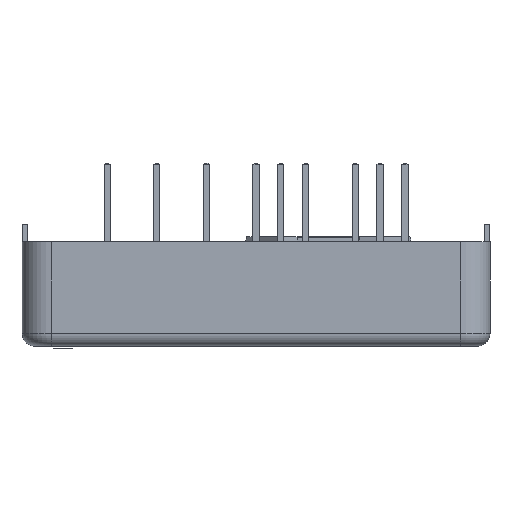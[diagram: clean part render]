
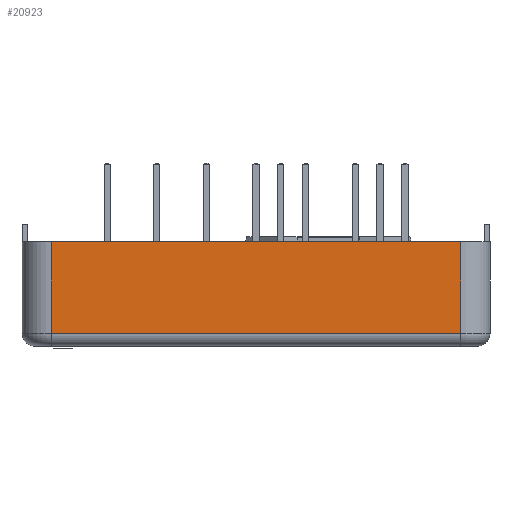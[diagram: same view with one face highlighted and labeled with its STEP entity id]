
A CAD part, left-side view. The second image highlights one B-rep face of the part: STEP entity #20923.
In plain terms, the highlighted face is planar.
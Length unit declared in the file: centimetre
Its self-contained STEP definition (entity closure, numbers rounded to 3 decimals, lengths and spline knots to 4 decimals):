
#1127=VECTOR('',#23258,1.);
#1133=VECTOR('',#23292,1.);
#1156=VECTOR('',#23386,1.);
#1168=VECTOR('',#23413,1.);
#3796=LINE('',#28142,#1127);
#3802=LINE('',#28170,#1133);
#3825=LINE('',#28254,#1156);
#3837=LINE('',#28282,#1168);
#5726=PLANE('',#32669);
#7315=VERTEX_POINT('',#28135);
#7316=VERTEX_POINT('',#28141);
#7323=VERTEX_POINT('',#28171);
#7341=VERTEX_POINT('',#28255);
#9733=EDGE_CURVE('',#7316,#7315,#3796,.T.);
#9747=EDGE_CURVE('',#7315,#7323,#3802,.T.);
#9792=EDGE_CURVE('',#7341,#7323,#3825,.T.);
#9807=EDGE_CURVE('',#7316,#7341,#3837,.T.);
#13749=ORIENTED_EDGE('',*,*,#9733,.F.);
#13750=ORIENTED_EDGE('',*,*,#9807,.T.);
#13751=ORIENTED_EDGE('',*,*,#9792,.T.);
#13752=ORIENTED_EDGE('',*,*,#9747,.F.);
#18374=EDGE_LOOP('',(#13749,#13750,#13751,#13752));
#19687=FACE_BOUND('',#18374,.T.);
#20923=ADVANCED_FACE('',(#19687),#5726,.T.);
#23258=DIRECTION('',(-0.383,0.924,0.));
#23292=DIRECTION('',(0.,0.,-1.));
#23386=DIRECTION('',(-0.383,0.924,0.));
#23413=DIRECTION('',(0.,0.,-1.));
#23414=DIRECTION('',(0.924,0.383,0.));
#28135=CARTESIAN_POINT('',(0.3334,0.2665,-0.1587));
#28141=CARTESIAN_POINT('',(1.9384,-3.604,-0.1587));
#28142=CARTESIAN_POINT('',(1.1359,-1.6688,-0.1587));
#28170=CARTESIAN_POINT('',(0.3334,0.2665,-0.0287));
#28171=CARTESIAN_POINT('',(0.3334,0.2665,-1.0987));
#28254=CARTESIAN_POINT('',(0.3334,0.2665,-1.0987));
#28255=CARTESIAN_POINT('',(1.9384,-3.604,-1.0987));
#28282=CARTESIAN_POINT('',(1.9384,-3.604,-0.0287));
#28283=CARTESIAN_POINT('',(1.1359,-1.6688,-0.0287));
#32669=AXIS2_PLACEMENT_3D('',#28283,#23414,$);
